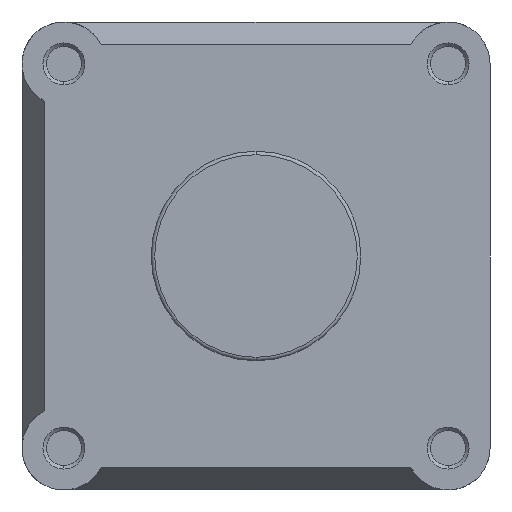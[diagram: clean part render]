
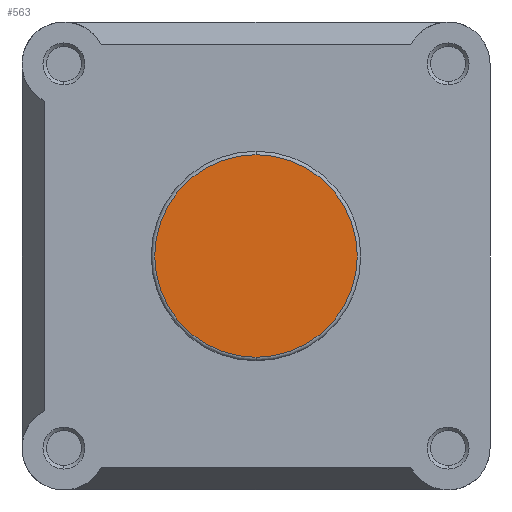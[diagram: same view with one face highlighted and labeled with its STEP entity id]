
A CAD part, left-side view. The second image highlights one B-rep face of the part: STEP entity #563.
In plain terms, the highlighted planar face has unit normal (-1, 0, 0).
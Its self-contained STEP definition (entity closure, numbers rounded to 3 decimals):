
#563 = ADVANCED_FACE ( 'NONE', ( #2178 ), #7811, .F. ) ;
#1139 = EDGE_CURVE ( 'NONE', #6777, #6778, #3068, .T. ) ;
#1216 = EDGE_CURVE ( 'NONE', #6778, #6777, #3178, .T. ) ;
#1466 = AXIS2_PLACEMENT_3D ( 'NONE', #7810, #7812, #7813 ) ;
#1672 = AXIS2_PLACEMENT_3D ( 'NONE', #4294, #4295, #4296 ) ;
#1705 = AXIS2_PLACEMENT_3D ( 'NONE', #4544, #4551, #4552 ) ;
#2178 = FACE_OUTER_BOUND ( 'NONE', #6050, .T. ) ;
#3068 = CIRCLE ( 'NONE', #1672, 29. ) ;
#3178 = CIRCLE ( 'NONE', #1705, 29. ) ;
#4294 = CARTESIAN_POINT ( 'NONE',  ( 0., 0., 0. ) ) ;
#4295 = DIRECTION ( 'NONE',  ( -1., 0., 0. ) ) ;
#4296 = DIRECTION ( 'NONE',  ( 0., 0., -1. ) ) ;
#4544 = CARTESIAN_POINT ( 'NONE',  ( 0., 0., 0. ) ) ;
#4551 = DIRECTION ( 'NONE',  ( -1., 0., 0. ) ) ;
#4552 = DIRECTION ( 'NONE',  ( 0., 0., -1. ) ) ;
#4961 = CARTESIAN_POINT ( 'NONE',  ( 0., 0., 29. ) ) ;
#4962 = CARTESIAN_POINT ( 'NONE',  ( 0., 0., -29. ) ) ;
#6050 = EDGE_LOOP ( 'NONE', ( #6315, #6316 ) ) ;
#6315 = ORIENTED_EDGE ( 'NONE', *, *, #1216, .T. ) ;
#6316 = ORIENTED_EDGE ( 'NONE', *, *, #1139, .T. ) ;
#6777 = VERTEX_POINT ( 'NONE', #4961 ) ;
#6778 = VERTEX_POINT ( 'NONE', #4962 ) ;
#7810 = CARTESIAN_POINT ( 'NONE',  ( 0., 30., 0. ) ) ;
#7811 = PLANE ( 'NONE',  #1466 ) ;
#7812 = DIRECTION ( 'NONE',  ( 1., 0., 0. ) ) ;
#7813 = DIRECTION ( 'NONE',  ( 0., 0., -1. ) ) ;
